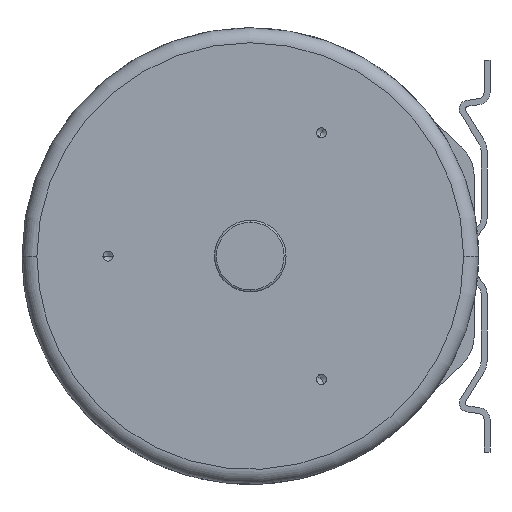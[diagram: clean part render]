
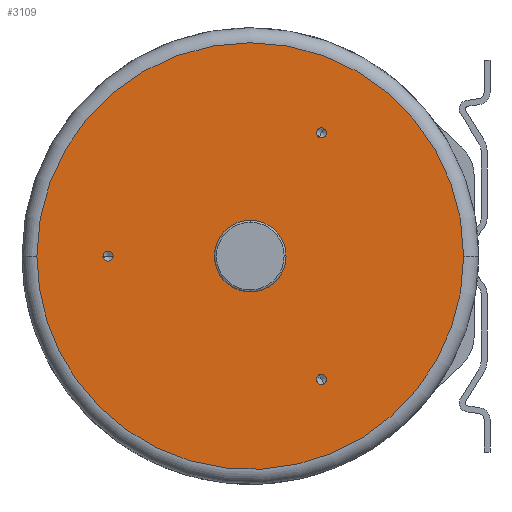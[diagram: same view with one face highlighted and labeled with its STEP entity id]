
A CAD part, left-side view. The second image highlights one B-rep face of the part: STEP entity #3109.
In plain terms, the highlighted planar face has unit normal (-1, 0, 0).
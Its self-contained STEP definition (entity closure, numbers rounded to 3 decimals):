
#2=CARTESIAN_POINT('',(-123.,0.,0.));
#3=DIRECTION('',(1.,0.,0.));
#4=DIRECTION('',(0.,-1.,0.));
#5=AXIS2_PLACEMENT_3D('',#2,#3,#4);
#7=CARTESIAN_POINT('',(-123.,0.,0.));
#8=DIRECTION('',(1.,0.,0.));
#9=DIRECTION('',(0.,0.82,-0.573));
#10=AXIS2_PLACEMENT_3D('',#7,#8,#9);
#12=CARTESIAN_POINT('',(-123.,0.,0.));
#13=DIRECTION('',(1.,0.,0.));
#14=DIRECTION('',(0.,1.,0.002));
#15=AXIS2_PLACEMENT_3D('',#12,#13,#14);
#17=CARTESIAN_POINT('',(-123.,143.,0.));
#18=DIRECTION('',(-1.,0.,0.));
#19=DIRECTION('',(0.,1.,0.));
#20=AXIS2_PLACEMENT_3D('',#17,#18,#19);
#22=CARTESIAN_POINT('',(-123.,143.,0.));
#23=DIRECTION('',(-1.,0.,0.));
#24=DIRECTION('',(0.,-1.,0.));
#25=AXIS2_PLACEMENT_3D('',#22,#23,#24);
#27=CARTESIAN_POINT('',(-123.,-71.5,123.842));
#28=DIRECTION('',(-1.,0.,0.));
#29=DIRECTION('',(0.,-0.5,0.866));
#30=AXIS2_PLACEMENT_3D('',#27,#28,#29);
#32=CARTESIAN_POINT('',(-123.,-71.5,123.842));
#33=DIRECTION('',(-1.,0.,0.));
#34=DIRECTION('',(0.,0.5,-0.866));
#35=AXIS2_PLACEMENT_3D('',#32,#33,#34);
#37=CARTESIAN_POINT('',(-123.,-71.5,-123.842));
#38=DIRECTION('',(-1.,0.,0.));
#39=DIRECTION('',(0.,-0.5,-0.866));
#40=AXIS2_PLACEMENT_3D('',#37,#38,#39);
#42=CARTESIAN_POINT('',(-123.,-71.5,-123.842));
#43=DIRECTION('',(-1.,0.,0.));
#44=DIRECTION('',(0.,0.5,0.866));
#45=AXIS2_PLACEMENT_3D('',#42,#43,#44);
#47=CARTESIAN_POINT('',(-123.,0.,0.));
#48=DIRECTION('',(-1.,0.,0.));
#49=DIRECTION('',(0.,0.,1.));
#50=AXIS2_PLACEMENT_3D('',#47,#48,#49);
#52=CARTESIAN_POINT('',(-123.,0.,0.));
#53=DIRECTION('',(-1.,0.,0.));
#54=DIRECTION('',(0.,0.,-1.));
#55=AXIS2_PLACEMENT_3D('',#52,#53,#54);
#72=CARTESIAN_POINT('',(-123.,0.,0.));
#73=DIRECTION('',(-1.,0.,0.));
#74=DIRECTION('',(0.,1.,0.002));
#75=AXIS2_PLACEMENT_3D('',#72,#73,#74);
#2381=CARTESIAN_POINT('',(-123.,175.85,-122.829));
#2382=CARTESIAN_POINT('',(-123.,214.5,0.));
#2383=VERTEX_POINT('',#2381);
#2384=VERTEX_POINT('',#2382);
#2385=CARTESIAN_POINT('',(-123.,-214.5,0.));
#2386=VERTEX_POINT('',#2385);
#2387=CARTESIAN_POINT('',(-123.,214.5,0.408));
#2388=VERTEX_POINT('',#2387);
#2389=CARTESIAN_POINT('',(-123.,148.1,0.));
#2390=CARTESIAN_POINT('',(-123.,137.9,0.));
#2391=VERTEX_POINT('',#2389);
#2392=VERTEX_POINT('',#2390);
#2393=CARTESIAN_POINT('',(-123.,-74.05,128.258));
#2394=CARTESIAN_POINT('',(-123.,-68.95,119.425));
#2395=VERTEX_POINT('',#2393);
#2396=VERTEX_POINT('',#2394);
#2397=CARTESIAN_POINT('',(-123.,-74.05,-128.258));
#2398=CARTESIAN_POINT('',(-123.,-68.95,-119.425));
#2399=VERTEX_POINT('',#2397);
#2400=VERTEX_POINT('',#2398);
#2401=CARTESIAN_POINT('',(-123.,0.,36.));
#2402=CARTESIAN_POINT('',(-123.,0.,-36.));
#2403=VERTEX_POINT('',#2401);
#2404=VERTEX_POINT('',#2402);
#3070=CARTESIAN_POINT('',(-123.,0.,0.));
#3071=DIRECTION('',(1.,0.,0.));
#3072=DIRECTION('',(0.,-1.,0.));
#3073=AXIS2_PLACEMENT_3D('',#3070,#3071,#3072);
#3074=PLANE('',#3073);
#3076=ORIENTED_EDGE('',*,*,#3075,.T.);
#3078=ORIENTED_EDGE('',*,*,#3077,.T.);
#3080=ORIENTED_EDGE('',*,*,#3079,.F.);
#3082=ORIENTED_EDGE('',*,*,#3081,.T.);
#3083=EDGE_LOOP('',(#3076,#3078,#3080,#3082));
#3084=FACE_OUTER_BOUND('',#3083,.F.);
#3086=ORIENTED_EDGE('',*,*,#3085,.T.);
#3088=ORIENTED_EDGE('',*,*,#3087,.T.);
#3089=EDGE_LOOP('',(#3086,#3088));
#3090=FACE_BOUND('',#3089,.F.);
#3092=ORIENTED_EDGE('',*,*,#3091,.T.);
#3094=ORIENTED_EDGE('',*,*,#3093,.T.);
#3095=EDGE_LOOP('',(#3092,#3094));
#3096=FACE_BOUND('',#3095,.F.);
#3098=ORIENTED_EDGE('',*,*,#3097,.T.);
#3100=ORIENTED_EDGE('',*,*,#3099,.T.);
#3101=EDGE_LOOP('',(#3098,#3100));
#3102=FACE_BOUND('',#3101,.F.);
#3104=ORIENTED_EDGE('',*,*,#3103,.T.);
#3106=ORIENTED_EDGE('',*,*,#3105,.T.);
#3107=EDGE_LOOP('',(#3104,#3106));
#3108=FACE_BOUND('',#3107,.F.);
#3109=ADVANCED_FACE('',(#3084,#3090,#3096,#3102,#3108),#3074,.F.);
#6=CIRCLE('',#5,214.5);
#11=CIRCLE('',#10,214.5);
#16=CIRCLE('',#15,214.5);
#21=CIRCLE('',#20,5.1);
#26=CIRCLE('',#25,5.1);
#31=CIRCLE('',#30,5.1);
#36=CIRCLE('',#35,5.1);
#41=CIRCLE('',#40,5.1);
#46=CIRCLE('',#45,5.1);
#51=CIRCLE('',#50,36.);
#56=CIRCLE('',#55,36.);
#76=CIRCLE('',#75,214.5);
#3075=EDGE_CURVE('',#2386,#2383,#6,.T.);
#3077=EDGE_CURVE('',#2383,#2384,#11,.T.);
#3079=EDGE_CURVE('',#2388,#2384,#76,.T.);
#3081=EDGE_CURVE('',#2388,#2386,#16,.T.);
#3085=EDGE_CURVE('',#2391,#2392,#21,.T.);
#3087=EDGE_CURVE('',#2392,#2391,#26,.T.);
#3091=EDGE_CURVE('',#2395,#2396,#31,.T.);
#3093=EDGE_CURVE('',#2396,#2395,#36,.T.);
#3097=EDGE_CURVE('',#2399,#2400,#41,.T.);
#3099=EDGE_CURVE('',#2400,#2399,#46,.T.);
#3103=EDGE_CURVE('',#2403,#2404,#51,.T.);
#3105=EDGE_CURVE('',#2404,#2403,#56,.T.);
